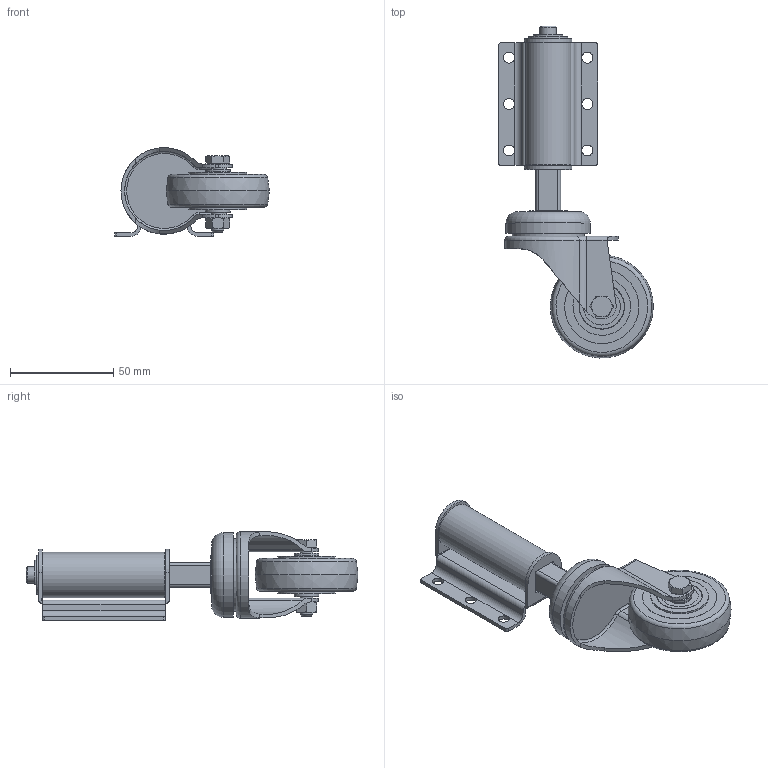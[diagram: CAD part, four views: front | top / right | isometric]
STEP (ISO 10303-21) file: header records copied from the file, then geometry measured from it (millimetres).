
FILE_DESCRIPTION(/* description */ (''),/* implementation_level */ '2;1');
FILE_NAME(/* name */ 'Federlenkrolle_KU050.stp',/* time_stamp */ '2019-05-08T16:02:40+02:00',/* author */ ('raede'),/* organization */ (''),/* preprocessor_version */ 'ST-DEVELOPER v15.6',/* originating_system */ 'Autodesk Inventor 2015',/* authorisation */ '');
FILE_SCHEMA (('AUTOMOTIVE_DESIGN { 1 0 10303 214 3 1 1 }'));
Length unit declared in the file: millimetre
Products named in the file (1): Federlenkrolle_KU050
Bounding box: 74.98 x 161.08 x 42.98 mm (x, y, z)
Volume: 72169.9 mm3; surface area: 52222.4 mm2
Topology: 23 solids, 23 shells, 310 faces, 681 edges, 429 vertices
Faces by surface type: plane 131, cylinder 113, cone 32, torus 28, bspline 6
Full cylindrical faces by diameter (mm): 5 x1, 5.3 x6, 6 x2, 6.2 x3, 7 x1, 8 x6, 8.2 x1, 8.5 x1, 10 x2, 12 x10, 12.5 x1, 14 x1, 18 x8, 18.5 x1, 19 x1, 20 x1, 20.5 x1, 22 x5, 28 x2, 35 x1, 36 x2, 41 x1
Entity records: 14462 total; most frequent: CARTESIAN_POINT 7497, DIRECTION 1442, ORIENTED_EDGE 1156, AXIS2_PLACEMENT_3D 611, EDGE_CURVE 578, EDGE_LOOP 468, VERTEX_POINT 418, STYLED_ITEM 332
